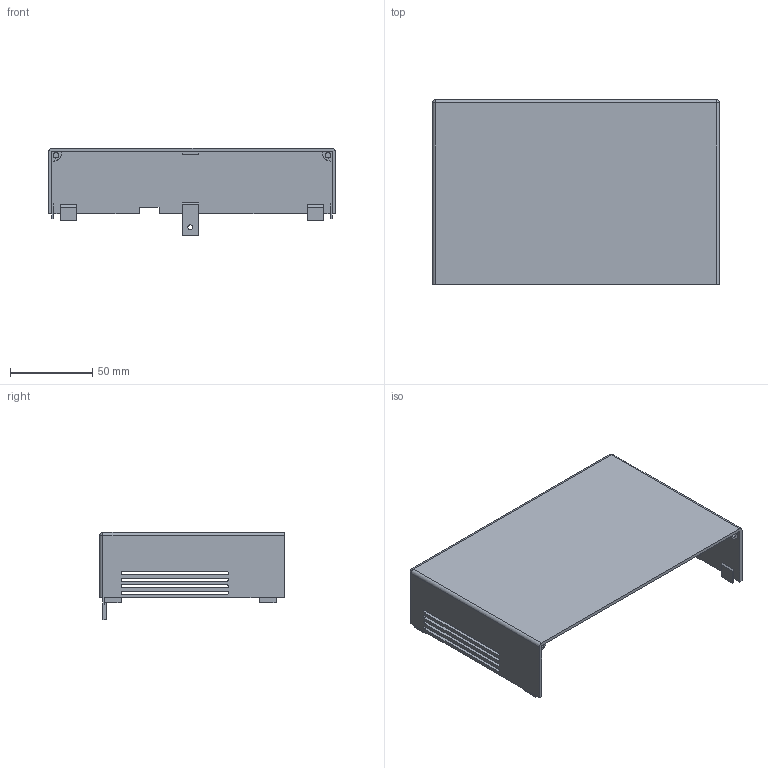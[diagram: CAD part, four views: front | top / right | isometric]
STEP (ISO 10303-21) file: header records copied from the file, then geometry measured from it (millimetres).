
FILE_DESCRIPTION(('FreeCAD Model'),'2;1');
FILE_NAME('Oberteil-Blanko.step','2019-04-14T11:40:57',('Author'),(''), 'Open CASCADE STEP processor 7.3','FreeCAD','Unknown');
FILE_SCHEMA(('AUTOMOTIVE_DESIGN { 1 0 10303 214 1 1 1 1 }'));
Length unit declared in the file: millimetre
Products named in the file (1): Fusion004022006
Bounding box: 174 x 112 x 52.9 mm (x, y, z)
Volume: 67577.1 mm3; surface area: 70823.5 mm2
Topology: 1 solids, 1 shells, 166 faces, 477 edges, 308 vertices
Faces by surface type: plane 122, cylinder 42, sphere 2
Full cylindrical faces by diameter (mm): 3 x1, 3.3 x2
Entity records: 12682 total; most frequent: CARTESIAN_POINT 2313, DIRECTION 1601, LINE 1018, VECTOR 1018, ORIENTED_EDGE 954, PCURVE 954, DEFINITIONAL_REPRESENTATION 954, EDGE_CURVE 477
